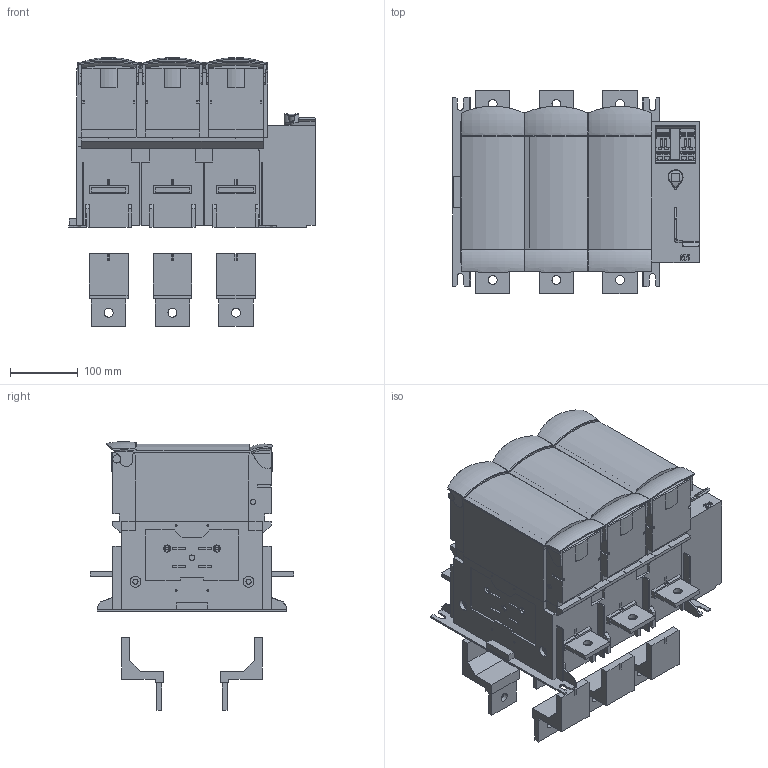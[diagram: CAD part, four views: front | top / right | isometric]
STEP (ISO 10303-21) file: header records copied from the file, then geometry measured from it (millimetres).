
FILE_DESCRIPTION((''),'2;1');
FILE_NAME('FLBS_630_3P','2017-10-25T',('luka.skrinjar'),('Audax d.o.o.'),'CREO PARAMETRIC BY PTC INC, 2016050','CREO PARAMETRIC BY PTC INC, 2016050','');
FILE_SCHEMA(('AUTOMOTIVE_DESIGN { 1 0 10303 214 1 1 1 1 }'));
Length unit declared in the file: millimetre
Products named in the file (1): FLBS_630_3P
Bounding box: 364 x 300 x 396.89 mm (x, y, z)
Volume: 16519747 mm3; surface area: 1008941.2 mm2
Topology: 7 solids, 11 shells, 1616 faces, 4725 edges, 3138 vertices
Faces by surface type: plane 1334, cylinder 218, bspline 32, extrusion 29, cone 3
Entity records: 80761 total; most frequent: CARTESIAN_POINT 14784, ORIENTED_EDGE 9450, DIRECTION 8118, PRESENTATION_STYLE_ASSIGNMENT 5966, STYLED_ITEM 4732, CURVE_STYLE 4725, EDGE_CURVE 4725, VECTOR 3922
